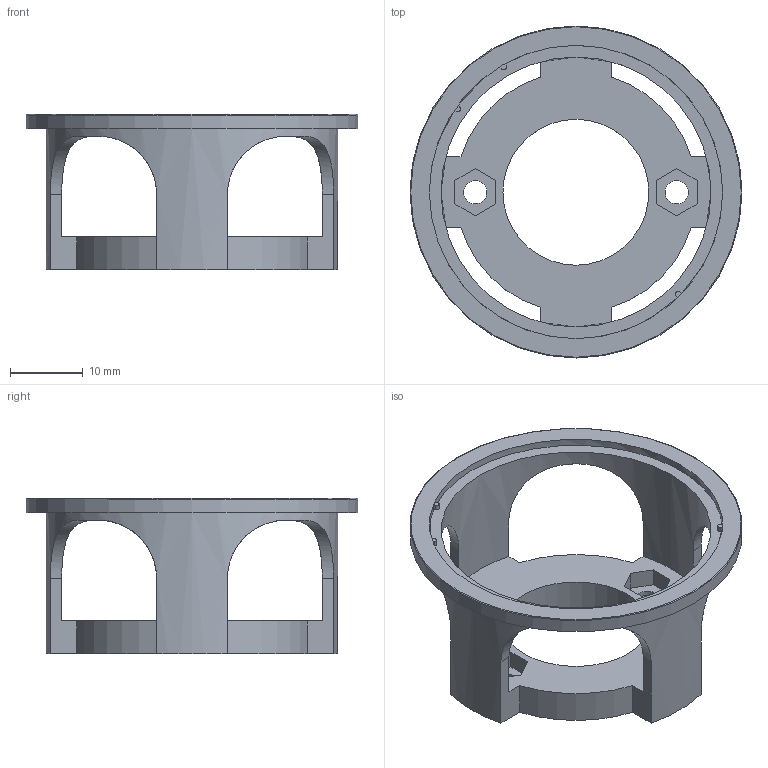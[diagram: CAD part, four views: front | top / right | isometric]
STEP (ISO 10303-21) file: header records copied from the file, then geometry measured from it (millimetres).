
FILE_DESCRIPTION(/* description */ (''),/* implementation_level */ '2;1');
FILE_NAME(/* name */ 'Trackpad Mount.step',/* time_stamp */ '2023-07-16T09:32:36+01:00',/* author */ (''),/* organization */ (''),/* preprocessor_version */ 'ST-DEVELOPER v19.2',/* originating_system */ 'Autodesk Translation Framework v12.6.0.85',/* authorisation */ '');
FILE_SCHEMA (('AUTOMOTIVE_DESIGN { 1 0 10303 214 3 1 1 }'));
Length unit declared in the file: millimetre
Products named in the file (2): Mount; Trackpad Mount
Assembly tree (1 placements, depth 2):
  Mount
    Trackpad Mount
Bounding box: 45.5 x 45.5 x 21.32 mm (x, y, z)
Volume: 4960.5 mm3; surface area: 5537 mm2
Topology: 1 solids, 1 shells, 63 faces, 192 edges, 128 vertices
Faces by surface type: plane 40, cylinder 19, bspline 3, torus 1
Full cylindrical faces by diameter (mm): 3.2 x2, 20 x1, 37 x1, 40 x1, 40.2 x1, 45.5 x1
Entity records: 2431 total; most frequent: CARTESIAN_POINT 606, ORIENTED_EDGE 384, DIRECTION 357, EDGE_CURVE 192, VERTEX_POINT 128, LINE 123, VECTOR 123, AXIS2_PLACEMENT_3D 117
